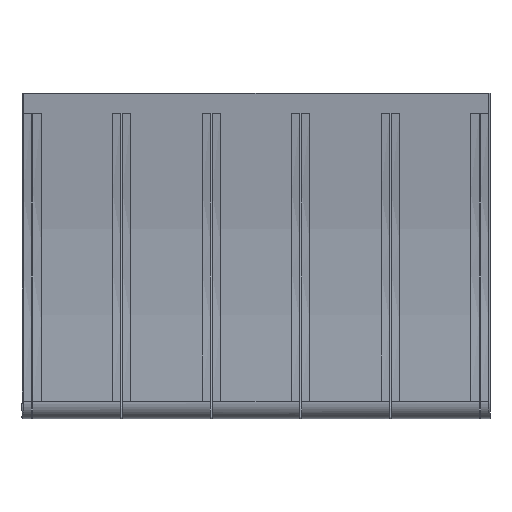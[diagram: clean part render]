
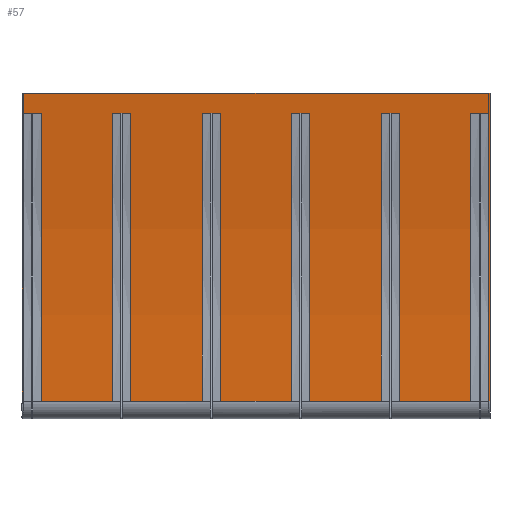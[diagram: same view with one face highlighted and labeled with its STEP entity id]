
A CAD part, front view. The second image highlights one B-rep face of the part: STEP entity #57.
In plain terms, the highlighted free-form (B-spline) face has degree [2, 1] with [3, 2] control points.
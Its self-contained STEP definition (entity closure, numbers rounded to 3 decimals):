
#22 = VERTEX_POINT('',#23);
#23 = CARTESIAN_POINT('',(-1595.445,547.673,
    9.871));
#39 = VERTEX_POINT('',#40);
#40 = CARTESIAN_POINT('',(1595.445,547.673,
    9.871));
#46 = EDGE_CURVE('',#39,#22,#47,.T.);
#47 = B_SPLINE_CURVE_WITH_KNOTS('',1,(#48,#49),.UNSPECIFIED.,.F.,.F.,(2,
    2),(0.,2319.),.PIECEWISE_BEZIER_KNOTS.);
#48 = CARTESIAN_POINT('',(1595.445,547.673,
    9.871));
#49 = CARTESIAN_POINT('',(-1595.445,547.673,
    9.871));
#57 = ADVANCED_FACE('',(#58),#82,.F.);
#58 = FACE_BOUND('',#59,.F.);
#59 = EDGE_LOOP('',(#60,#68,#75,#81));
#60 = ORIENTED_EDGE('',*,*,#61,.F.);
#61 = EDGE_CURVE('',#62,#22,#64,.T.);
#62 = VERTEX_POINT('',#63);
#63 = CARTESIAN_POINT('',(-1595.445,354.143,
    2108.415));
#64 = ( BOUNDED_CURVE() B_SPLINE_CURVE(2,(#65,#66,#67),.UNSPECIFIED.,.F.
,.F.) B_SPLINE_CURVE_WITH_KNOTS((3,3),(0.,0.165),
.PIECEWISE_BEZIER_KNOTS.) CURVE() GEOMETRIC_REPRESENTATION_ITEM() 
RATIONAL_B_SPLINE_CURVE((1.,0.997,1.)) REPRESENTATION_ITEM('') 
  );
#65 = CARTESIAN_POINT('',(-1595.445,354.143,
    2108.415));
#66 = CARTESIAN_POINT('',(-1595.445,537.746,
    1067.151));
#67 = CARTESIAN_POINT('',(-1595.445,547.673,
    9.871));
#68 = ORIENTED_EDGE('',*,*,#69,.F.);
#69 = EDGE_CURVE('',#70,#62,#72,.T.);
#70 = VERTEX_POINT('',#71);
#71 = CARTESIAN_POINT('',(1595.445,354.143,
    2108.415));
#72 = B_SPLINE_CURVE_WITH_KNOTS('',1,(#73,#74),.UNSPECIFIED.,.F.,.F.,(2,
    2),(0.,2319.),.PIECEWISE_BEZIER_KNOTS.);
#73 = CARTESIAN_POINT('',(1595.445,354.143,
    2108.415));
#74 = CARTESIAN_POINT('',(-1595.445,354.143,
    2108.415));
#75 = ORIENTED_EDGE('',*,*,#76,.T.);
#76 = EDGE_CURVE('',#70,#39,#77,.T.);
#77 = ( BOUNDED_CURVE() B_SPLINE_CURVE(2,(#78,#79,#80),.UNSPECIFIED.,.F.
,.F.) B_SPLINE_CURVE_WITH_KNOTS((3,3),(0.,0.165),
.PIECEWISE_BEZIER_KNOTS.) CURVE() GEOMETRIC_REPRESENTATION_ITEM() 
RATIONAL_B_SPLINE_CURVE((1.,0.997,1.)) REPRESENTATION_ITEM('') 
  );
#78 = CARTESIAN_POINT('',(1595.445,354.143,
    2108.415));
#79 = CARTESIAN_POINT('',(1595.445,537.746,
    1067.151));
#80 = CARTESIAN_POINT('',(1595.445,547.673,
    9.871));
#81 = ORIENTED_EDGE('',*,*,#46,.T.);
#82 = ( BOUNDED_SURFACE() B_SPLINE_SURFACE(2,1,(
    (#83,#84)
    ,(#85,#86)
,(#87,#88
  )),.UNSPECIFIED.,.F.,.F.,.F.) B_SPLINE_SURFACE_WITH_KNOTS((3,3),(2,2),
  (0.,0.165),(0.,2319.),
.PIECEWISE_BEZIER_KNOTS.) GEOMETRIC_REPRESENTATION_ITEM() 
RATIONAL_B_SPLINE_SURFACE((
    (1.,1.)
    ,(0.997,0.997)
,(1.,1.))) REPRESENTATION_ITEM('') SURFACE() );
#83 = CARTESIAN_POINT('',(1595.445,354.143,
    2108.415));
#84 = CARTESIAN_POINT('',(-1595.445,354.143,
    2108.415));
#85 = CARTESIAN_POINT('',(1595.445,537.746,
    1067.151));
#86 = CARTESIAN_POINT('',(-1595.445,537.746,
    1067.151));
#87 = CARTESIAN_POINT('',(1595.445,547.673,
    9.871));
#88 = CARTESIAN_POINT('',(-1595.445,547.673,
    9.871));
